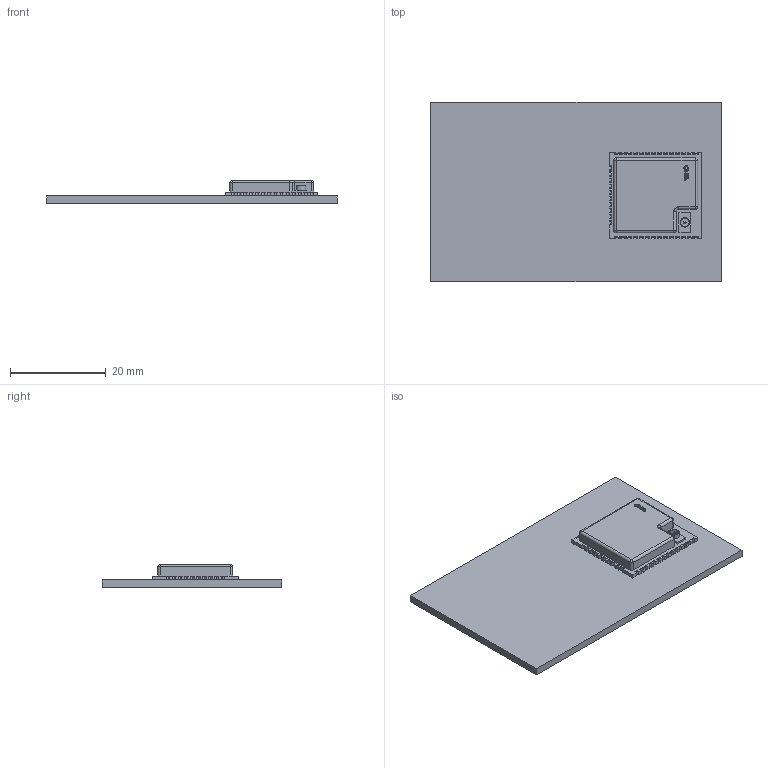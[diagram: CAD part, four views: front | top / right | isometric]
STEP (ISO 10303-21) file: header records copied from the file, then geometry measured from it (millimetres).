
FILE_DESCRIPTION(('Designed by EasyEDA Pro'),'2;1');
FILE_NAME('Open CASCADE Shape Model','2024-03-27T20:06:40',('Author'),( 'Open CASCADE'),'Open CASCADE STEP processor 7.6','Open CASCADE 7.6' ,'Unknown');
FILE_SCHEMA(('AUTOMOTIVE_DESIGN { 1 0 10303 214 1 1 1 1 }'));
Length unit declared in the file: millimetre
Products named in the file (5): PCBModel; COMPOUND; U2; WIFIM-SMD_38P-L19.2-W18.0-P1.27
Assembly tree (4 placements, depth 4):
  PCBModel
    COMPOUND
    U2
      WIFIM-SMD_38P-L19.2-W18.0-P1.27
        COMPOUND
Bounding box: 60.68 x 37.44 x 4.8 mm (x, y, z)
Volume: 4512.8 mm3; surface area: 5770.1 mm2
Topology: 15 solids, 15 shells, 454 faces, 1427 edges, 1011 vertices
Faces by surface type: plane 282, bspline 98, cylinder 66, sphere 5, revolution 2, torus 1
Entity records: 20987 total; most frequent: CARTESIAN_POINT 4408, ORIENTED_EDGE 2844, DIRECTION 2065, EDGE_CURVE 1422, LINE 1071, VECTOR 1071, VERTEX_POINT 1011, AXIS2_PLACEMENT_3D 496
